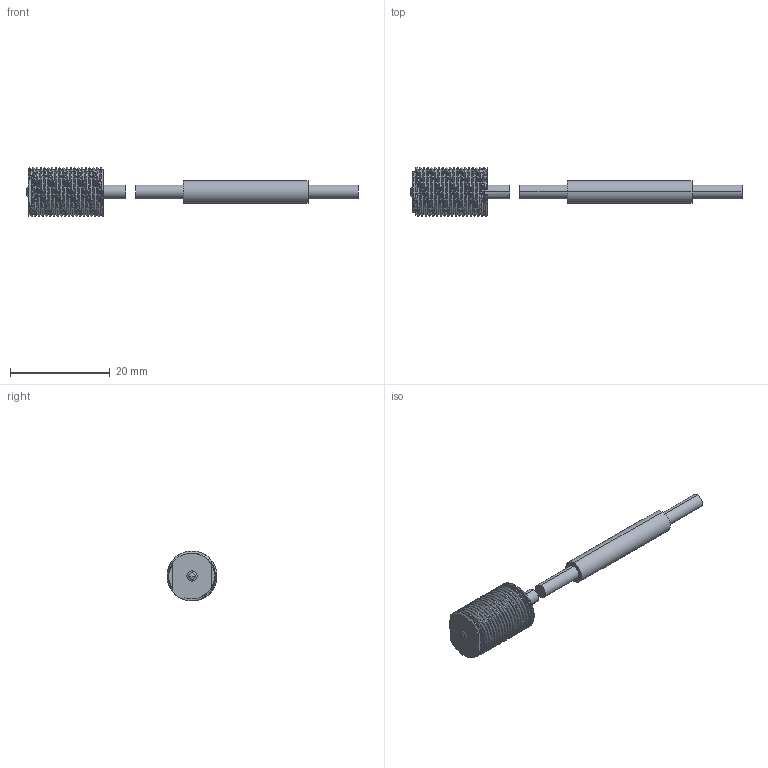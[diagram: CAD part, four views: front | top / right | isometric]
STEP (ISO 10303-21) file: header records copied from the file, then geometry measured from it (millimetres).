
FILE_DESCRIPTION (( 'STEP AP203' ), '1' );
FILE_NAME ('STM32A-L.STEP', '2018-01-24T02:39:14', ( '' ), ( '' ), 'SwSTEP 2.0', 'SolidWorks 2018', '' );
FILE_SCHEMA (( 'CONFIG_CONTROL_DESIGN' ));
Length unit declared in the file: millimetre
Products named in the file (1): STM32A-L
Bounding box: 66.41 x 10 x 10 mm (x, y, z)
Volume: 1605.7 mm3; surface area: 1495.7 mm2
Topology: 2 solids, 2 shells, 85 faces, 235 edges, 157 vertices
Faces by surface type: cylinder 51, plane 18, bspline 12, cone 2, sphere 2
Entity records: 16273 total; most frequent: CARTESIAN_POINT 14396, ORIENTED_EDGE 470, DIRECTION 280, EDGE_CURVE 235, VERTEX_POINT 157, AXIS2_PLACEMENT_3D 104, EDGE_LOOP 88, ADVANCED_FACE 85
